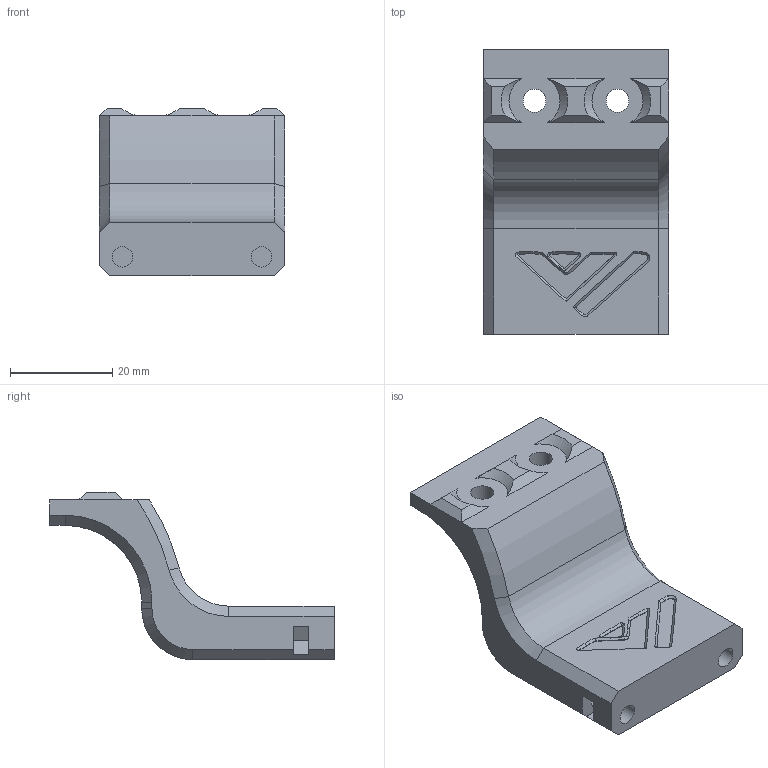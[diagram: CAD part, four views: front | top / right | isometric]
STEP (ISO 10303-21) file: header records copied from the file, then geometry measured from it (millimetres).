
FILE_DESCRIPTION(/* description */ (''),/* implementation_level */ '2;1');
FILE_NAME(/* name */ 'Klicky probe dock VzBot.step',/* time_stamp */ '2022-02-24T13:19:50+01:00',/* author */ (''),/* organization */ (''),/* preprocessor_version */ 'ST-DEVELOPER v18.1',/* originating_system */ 'Autodesk Translation Framework v10.13.0.1454',/* authorisation */ '');
FILE_SCHEMA (('AUTOMOTIVE_DESIGN { 1 0 10303 214 3 1 1 }'));
Length unit declared in the file: millimetre
Products named in the file (1): Klicky dock probe VzBot
Bounding box: 36.26 x 55.7 x 32.8 mm (x, y, z)
Volume: 22039 mm3; surface area: 7507.7 mm2
Topology: 1 solids, 1 shells, 133 faces, 327 edges, 201 vertices
Faces by surface type: plane 59, bspline 50, cone 12, cylinder 12
Full cylindrical faces by diameter (mm): 4 x4, 4.5 x2, 10 x2
Entity records: 5870 total; most frequent: CARTESIAN_POINT 3098, ORIENTED_EDGE 648, DIRECTION 423, EDGE_CURVE 324, VERTEX_POINT 201, LINE 179, VECTOR 179, EDGE_LOOP 149
